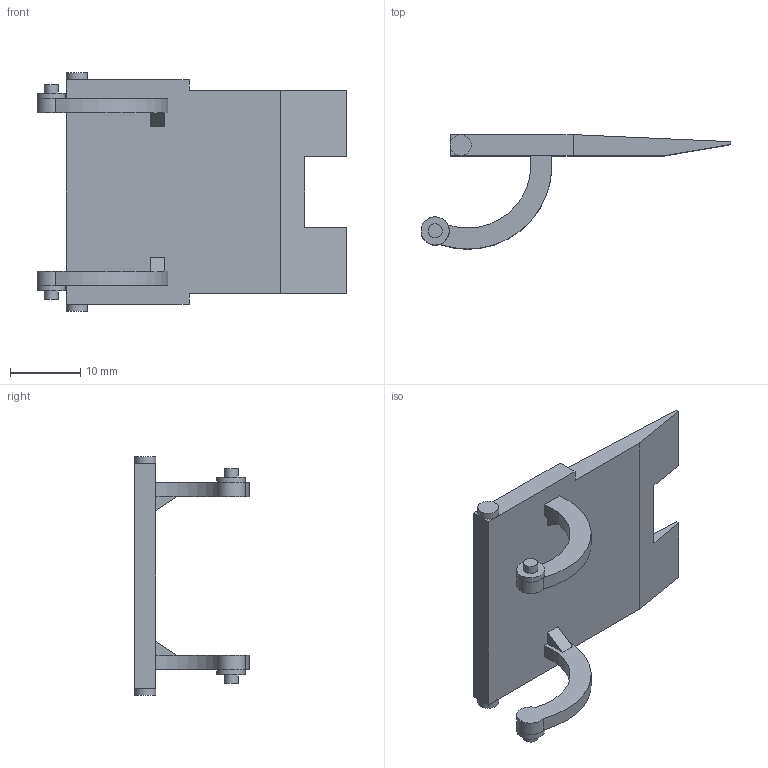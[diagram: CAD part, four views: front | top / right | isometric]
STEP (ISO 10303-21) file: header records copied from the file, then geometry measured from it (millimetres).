
FILE_DESCRIPTION(/* description */ (''),/* implementation_level */ '2;1');
FILE_NAME(/* name */ 'Klappe_Modellbau.step',/* time_stamp */ '2019-01-03T17:28:26+01:00',/* author */ (''),/* organization */ (''),/* preprocessor_version */ 'ST-DEVELOPER v17.2',/* originating_system */ 'Autodesk Translation Framework v7.6.0.251',/* authorisation */ '');
FILE_SCHEMA (('AUTOMOTIVE_DESIGN { 1 0 10303 214 3 1 1 }'));
Length unit declared in the file: millimetre
Products named in the file (1): Modellbauteil Klappe
Bounding box: 44.16 x 16.3 x 34 mm (x, y, z)
Volume: 3382 mm3; surface area: 3232.3 mm2
Topology: 1 solids, 1 shells, 48 faces, 108 edges, 70 vertices
Faces by surface type: plane 36, cylinder 12
Full cylindrical faces by diameter (mm): 2 x2, 2.969 x2, 4.01 x2
Entity records: 1369 total; most frequent: DIRECTION 238, CARTESIAN_POINT 227, ORIENTED_EDGE 216, EDGE_CURVE 108, AXIS2_PLACEMENT_3D 81, LINE 76, VECTOR 76, VERTEX_POINT 70
